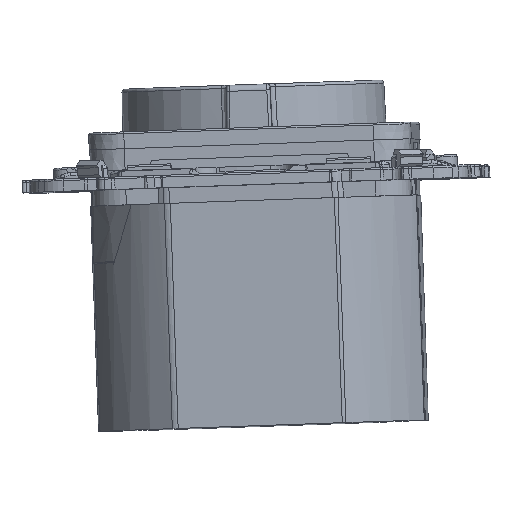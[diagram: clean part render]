
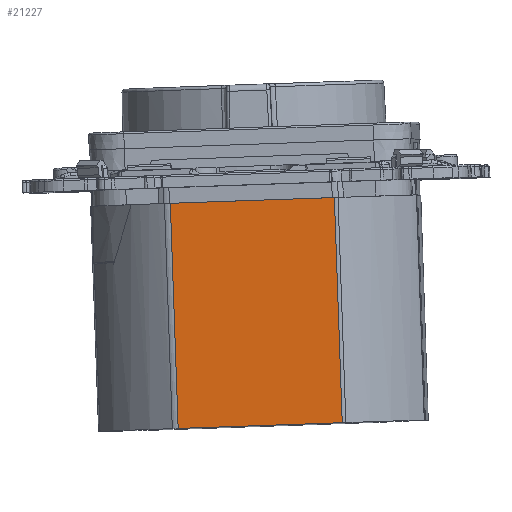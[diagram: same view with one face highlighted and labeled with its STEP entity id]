
A CAD part, top view. The second image highlights one B-rep face of the part: STEP entity #21227.
In plain terms, the highlighted face is planar.
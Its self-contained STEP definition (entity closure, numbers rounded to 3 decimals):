
#640 = CARTESIAN_POINT ( 'NONE',  ( -14.732, -26.378, 37.709 ) ) ;
#1171 = CARTESIAN_POINT ( 'NONE',  ( -14.732, -26.378, 37.709 ) ) ;
#2439 = CARTESIAN_POINT ( 'NONE',  ( -13.472, -26.378, 1.631 ) ) ;
#2869 = DIRECTION ( 'NONE',  ( 0.035, 0., -0.999 ) ) ;
#3449 = EDGE_LOOP ( 'NONE', ( #46665, #45564, #34170, #39991 ) ) ;
#3590 = VERTEX_POINT ( 'NONE', #1171 ) ;
#4793 = DIRECTION ( 'NONE',  ( 0.035, 0., -0.999 ) ) ;
#8452 = LINE ( 'NONE', #640, #45913 ) ;
#8563 = LINE ( 'NONE', #25515, #39470 ) ;
#13666 = VECTOR ( 'NONE', #40979, 1000. ) ;
#13827 = VERTEX_POINT ( 'NONE', #50294 ) ;
#15942 = CARTESIAN_POINT ( 'NONE',  ( -13.472, -26.378, 1.631 ) ) ;
#16324 = LINE ( 'NONE', #23612, #43919 ) ;
#21227 = ADVANCED_FACE ( 'NONE', ( #32256 ), #44106, .F. ) ;
#21816 = CARTESIAN_POINT ( 'NONE',  ( 11.575, -26.344, 38.627 ) ) ;
#23612 = CARTESIAN_POINT ( 'NONE',  ( -17.307, -26.378, 111.438 ) ) ;
#25515 = CARTESIAN_POINT ( 'NONE',  ( 9., -26.344, 112.357 ) ) ;
#28610 = EDGE_CURVE ( 'NONE', #3590, #43707, #8452, .T. ) ;
#31972 = CARTESIAN_POINT ( 'NONE',  ( -17.307, -26.378, 111.438 ) ) ;
#31994 = EDGE_CURVE ( 'NONE', #43707, #13827, #8563, .T. ) ;
#32256 = FACE_OUTER_BOUND ( 'NONE', #3449, .T. ) ;
#32776 = DIRECTION ( 'NONE',  ( -0.001, 1., 0. ) ) ;
#33094 = EDGE_CURVE ( 'NONE', #42291, #13827, #45263, .T. ) ;
#34170 = ORIENTED_EDGE ( 'NONE', *, *, #33094, .T. ) ;
#36294 = AXIS2_PLACEMENT_3D ( 'NONE', #31972, #32776, #48667 ) ;
#37861 = EDGE_CURVE ( 'NONE', #3590, #42291, #16324, .T. ) ;
#39470 = VECTOR ( 'NONE', #4793, 1000. ) ;
#39991 = ORIENTED_EDGE ( 'NONE', *, *, #31994, .F. ) ;
#40979 = DIRECTION ( 'NONE',  ( 0.999, 0.001, 0.035 ) ) ;
#42107 = DIRECTION ( 'NONE',  ( 0.999, 0.001, 0.035 ) ) ;
#42291 = VERTEX_POINT ( 'NONE', #2439 ) ;
#43707 = VERTEX_POINT ( 'NONE', #21816 ) ;
#43919 = VECTOR ( 'NONE', #2869, 1000. ) ;
#44106 = PLANE ( 'NONE',  #36294 ) ;
#45263 = LINE ( 'NONE', #15942, #13666 ) ;
#45564 = ORIENTED_EDGE ( 'NONE', *, *, #37861, .T. ) ;
#45913 = VECTOR ( 'NONE', #42107, 1000. ) ;
#46665 = ORIENTED_EDGE ( 'NONE', *, *, #28610, .F. ) ;
#48667 = DIRECTION ( 'NONE',  ( -0.035, 0., 0.999 ) ) ;
#50294 = CARTESIAN_POINT ( 'NONE',  ( 12.835, -26.344, 2.549 ) ) ;
